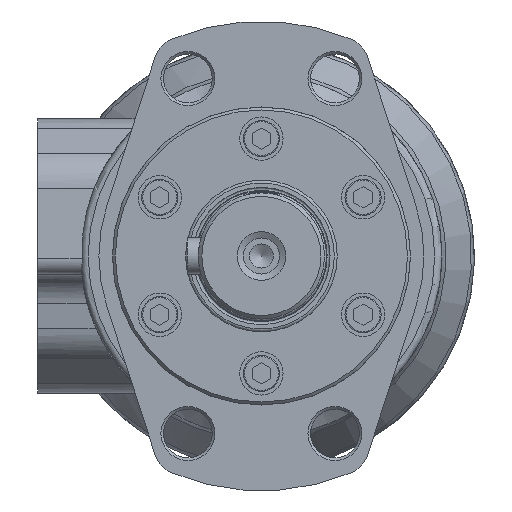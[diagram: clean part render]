
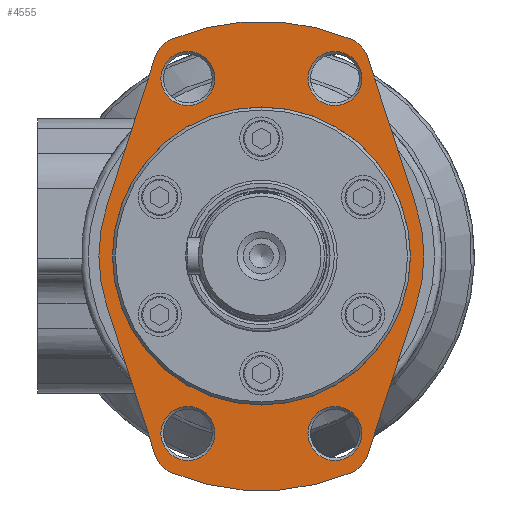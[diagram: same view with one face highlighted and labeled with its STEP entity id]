
A CAD part, left-side view. The second image highlights one B-rep face of the part: STEP entity #4555.
In plain terms, the highlighted planar face has unit normal (-1, 0, 0).
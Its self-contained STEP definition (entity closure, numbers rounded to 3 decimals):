
#416=LINE('',#7681,#638);
#419=LINE('',#7689,#641);
#425=LINE('',#7713,#647);
#429=LINE('',#7722,#651);
#638=VECTOR('',#5992,1000.);
#641=VECTOR('',#6001,1000.);
#647=VECTOR('',#6027,1000.);
#651=VECTOR('',#6037,1000.);
#1251=ORIENTED_EDGE('',*,*,#2188,.T.);
#1252=ORIENTED_EDGE('',*,*,#2189,.T.);
#1253=ORIENTED_EDGE('',*,*,#2190,.T.);
#1254=ORIENTED_EDGE('',*,*,#2191,.T.);
#1255=ORIENTED_EDGE('',*,*,#2192,.T.);
#1256=ORIENTED_EDGE('',*,*,#2154,.F.);
#1257=ORIENTED_EDGE('',*,*,#2182,.F.);
#1258=ORIENTED_EDGE('',*,*,#2180,.F.);
#1259=ORIENTED_EDGE('',*,*,#2177,.F.);
#1260=ORIENTED_EDGE('',*,*,#2174,.F.);
#1261=ORIENTED_EDGE('',*,*,#2171,.F.);
#1262=ORIENTED_EDGE('',*,*,#2168,.F.);
#1263=ORIENTED_EDGE('',*,*,#2165,.F.);
#1264=ORIENTED_EDGE('',*,*,#2163,.F.);
#1265=ORIENTED_EDGE('',*,*,#2161,.F.);
#1266=ORIENTED_EDGE('',*,*,#2159,.F.);
#1267=ORIENTED_EDGE('',*,*,#2157,.F.);
#2154=EDGE_CURVE('',#2682,#2683,#3054,.T.);
#2157=EDGE_CURVE('',#2683,#2684,#3055,.T.);
#2159=EDGE_CURVE('',#2684,#2685,#3056,.T.);
#2161=EDGE_CURVE('',#2685,#2686,#416,.T.);
#2163=EDGE_CURVE('',#2686,#2687,#3057,.T.);
#2165=EDGE_CURVE('',#2687,#2688,#419,.T.);
#2168=EDGE_CURVE('',#2688,#2690,#3058,.T.);
#2171=EDGE_CURVE('',#2690,#2692,#3060,.T.);
#2174=EDGE_CURVE('',#2692,#2694,#3062,.T.);
#2177=EDGE_CURVE('',#2694,#2696,#425,.T.);
#2180=EDGE_CURVE('',#2696,#2697,#3064,.T.);
#2182=EDGE_CURVE('',#2697,#2682,#429,.T.);
#2188=EDGE_CURVE('',#2702,#2702,#3069,.T.);
#2189=EDGE_CURVE('',#2703,#2703,#3070,.T.);
#2190=EDGE_CURVE('',#2704,#2704,#3071,.T.);
#2191=EDGE_CURVE('',#2705,#2705,#3072,.T.);
#2192=EDGE_CURVE('',#2706,#2706,#3073,.T.);
#2682=VERTEX_POINT('',#7668);
#2683=VERTEX_POINT('',#7669);
#2684=VERTEX_POINT('',#7674);
#2685=VERTEX_POINT('',#7678);
#2686=VERTEX_POINT('',#7682);
#2687=VERTEX_POINT('',#7686);
#2688=VERTEX_POINT('',#7690);
#2690=VERTEX_POINT('',#7696);
#2692=VERTEX_POINT('',#7702);
#2694=VERTEX_POINT('',#7708);
#2696=VERTEX_POINT('',#7714);
#2697=VERTEX_POINT('',#7719);
#2702=VERTEX_POINT('',#7735);
#2703=VERTEX_POINT('',#7737);
#2704=VERTEX_POINT('',#7739);
#2705=VERTEX_POINT('',#7741);
#2706=VERTEX_POINT('',#7743);
#3054=CIRCLE('',#5078,8.);
#3055=CIRCLE('',#5080,65.);
#3056=CIRCLE('',#5082,8.);
#3057=CIRCLE('',#5085,45.);
#3058=CIRCLE('',#5088,8.);
#3060=CIRCLE('',#5091,65.);
#3062=CIRCLE('',#5094,8.);
#3064=CIRCLE('',#5098,45.);
#3069=CIRCLE('',#5106,41.275);
#3070=CIRCLE('',#5107,7.48);
#3071=CIRCLE('',#5108,7.48);
#3072=CIRCLE('',#5109,7.48);
#3073=CIRCLE('',#5110,7.48);
#3420=EDGE_LOOP('',(#1251));
#3421=EDGE_LOOP('',(#1252));
#3422=EDGE_LOOP('',(#1253));
#3423=EDGE_LOOP('',(#1254));
#3424=EDGE_LOOP('',(#1255));
#3425=EDGE_LOOP('',(#1256,#1257,#1258,#1259,#1260,#1261,#1262,#1263,#1264,
#1265,#1266,#1267));
#3971=FACE_BOUND('',#3420,.T.);
#3972=FACE_BOUND('',#3421,.T.);
#3973=FACE_BOUND('',#3422,.T.);
#3974=FACE_BOUND('',#3423,.T.);
#3975=FACE_BOUND('',#3424,.T.);
#3976=FACE_BOUND('',#3425,.T.);
#4356=PLANE('',#5105);
#4555=ADVANCED_FACE('',(#3971,#3972,#3973,#3974,#3975,#3976),#4356,.F.);
#5078=AXIS2_PLACEMENT_3D('',#7667,#5976,#5977);
#5080=AXIS2_PLACEMENT_3D('',#7673,#5982,#5983);
#5082=AXIS2_PLACEMENT_3D('',#7677,#5987,#5988);
#5085=AXIS2_PLACEMENT_3D('',#7685,#5996,#5997);
#5088=AXIS2_PLACEMENT_3D('',#7695,#6006,#6007);
#5091=AXIS2_PLACEMENT_3D('',#7701,#6013,#6014);
#5094=AXIS2_PLACEMENT_3D('',#7707,#6020,#6021);
#5098=AXIS2_PLACEMENT_3D('',#7718,#6032,#6033);
#5105=AXIS2_PLACEMENT_3D('',#7733,#6049,#6050);
#5106=AXIS2_PLACEMENT_3D('',#7734,#6051,#6052);
#5107=AXIS2_PLACEMENT_3D('',#7736,#6053,#6054);
#5108=AXIS2_PLACEMENT_3D('',#7738,#6055,#6056);
#5109=AXIS2_PLACEMENT_3D('',#7740,#6057,#6058);
#5110=AXIS2_PLACEMENT_3D('',#7742,#6059,#6060);
#5976=DIRECTION('',(1.,0.,0.));
#5977=DIRECTION('',(0.,0.,-1.));
#5982=DIRECTION('',(1.,0.,0.));
#5983=DIRECTION('',(0.,0.,-1.));
#5987=DIRECTION('',(1.,0.,0.));
#5988=DIRECTION('',(0.,0.,-1.));
#5992=DIRECTION('',(0.,-0.309,-0.951));
#5996=DIRECTION('',(1.,0.,0.));
#5997=DIRECTION('',(0.,0.,-1.));
#6001=DIRECTION('',(0.,0.309,-0.951));
#6006=DIRECTION('',(1.,0.,0.));
#6007=DIRECTION('',(0.,0.,-1.));
#6013=DIRECTION('',(1.,0.,0.));
#6014=DIRECTION('',(0.,0.,-1.));
#6020=DIRECTION('',(1.,0.,0.));
#6021=DIRECTION('',(0.,0.,-1.));
#6027=DIRECTION('',(0.,0.309,0.951));
#6032=DIRECTION('',(1.,0.,0.));
#6033=DIRECTION('',(0.,0.,-1.));
#6037=DIRECTION('',(0.,-0.309,0.951));
#6049=DIRECTION('',(1.,0.,0.));
#6050=DIRECTION('',(0.,0.,-1.));
#6051=DIRECTION('',(1.,0.,0.));
#6052=DIRECTION('',(0.,0.,-1.));
#6053=DIRECTION('',(1.,0.,0.));
#6054=DIRECTION('',(0.,0.,-1.));
#6055=DIRECTION('',(1.,0.,0.));
#6056=DIRECTION('',(0.,0.,-1.));
#6057=DIRECTION('',(1.,0.,0.));
#6058=DIRECTION('',(0.,0.,-1.));
#6059=DIRECTION('',(1.,0.,0.));
#6060=DIRECTION('',(0.,0.,-1.));
#7667=CARTESIAN_POINT('',(0.,21.79,52.67));
#7668=CARTESIAN_POINT('',(0.,29.399,55.143));
#7669=CARTESIAN_POINT('',(0.,24.849,60.063));
#7673=CARTESIAN_POINT('',(0.,0.,0.));
#7674=CARTESIAN_POINT('',(0.,-24.849,60.063));
#7677=CARTESIAN_POINT('',(0.,-21.79,52.67));
#7678=CARTESIAN_POINT('',(0.,-29.399,55.143));
#7681=CARTESIAN_POINT('',(0.,-29.399,55.143));
#7682=CARTESIAN_POINT('',(0.,-42.798,13.906));
#7685=CARTESIAN_POINT('',(0.,0.,0.));
#7686=CARTESIAN_POINT('',(0.,-42.798,-13.906));
#7689=CARTESIAN_POINT('',(0.,-42.798,-13.906));
#7690=CARTESIAN_POINT('',(0.,-29.399,-55.143));
#7695=CARTESIAN_POINT('',(0.,-21.79,-52.67));
#7696=CARTESIAN_POINT('',(0.,-24.849,-60.063));
#7701=CARTESIAN_POINT('',(0.,0.,0.));
#7702=CARTESIAN_POINT('',(0.,24.849,-60.063));
#7707=CARTESIAN_POINT('',(0.,21.79,-52.67));
#7708=CARTESIAN_POINT('',(0.,29.399,-55.143));
#7713=CARTESIAN_POINT('',(0.,29.399,-55.143));
#7714=CARTESIAN_POINT('',(0.,42.798,-13.906));
#7718=CARTESIAN_POINT('',(0.,0.,0.));
#7719=CARTESIAN_POINT('',(0.,42.798,13.906));
#7722=CARTESIAN_POINT('',(0.,42.798,13.906));
#7733=CARTESIAN_POINT('',(0.,21.79,52.67));
#7734=CARTESIAN_POINT('',(0.,0.,0.));
#7735=CARTESIAN_POINT('',(0.,0.,-41.275));
#7736=CARTESIAN_POINT('',(0.,-20.359,-49.15));
#7737=CARTESIAN_POINT('',(0.,-20.359,-56.63));
#7738=CARTESIAN_POINT('',(0.,20.359,49.15));
#7739=CARTESIAN_POINT('',(0.,20.359,41.67));
#7740=CARTESIAN_POINT('',(0.,-20.359,49.15));
#7741=CARTESIAN_POINT('',(0.,-20.359,41.67));
#7742=CARTESIAN_POINT('',(0.,20.359,-49.15));
#7743=CARTESIAN_POINT('',(0.,20.359,-56.63));
